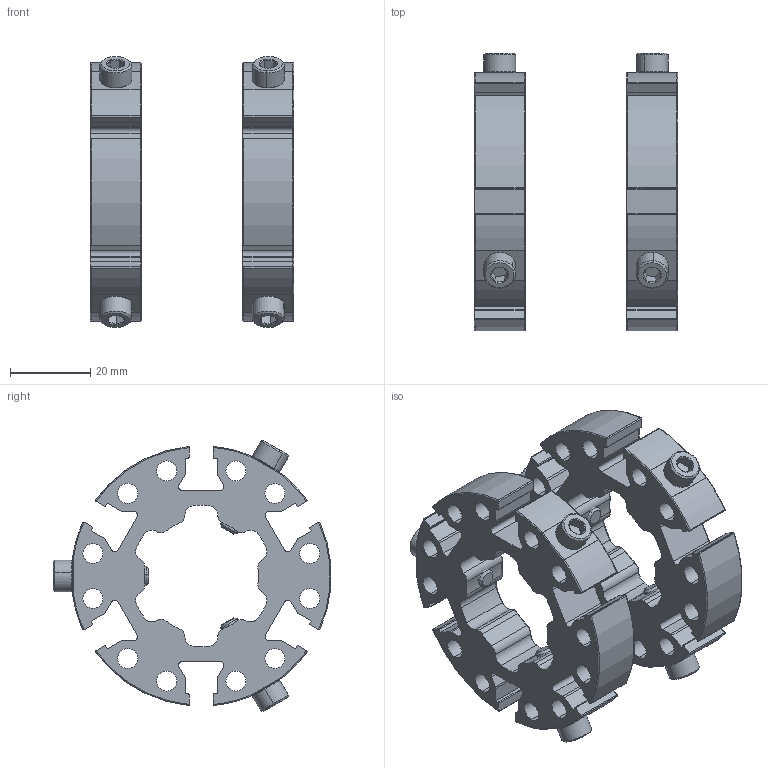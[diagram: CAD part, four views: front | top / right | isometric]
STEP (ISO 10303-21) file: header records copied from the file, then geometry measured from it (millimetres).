
FILE_DESCRIPTION (( 'STEP AP203' ), '1' );
FILE_NAME ('REV-21-6561_RevA.STEP', '2025-11-20T17:08:10', ( '' ), ( '' ), 'SwSTEP 2.0', 'SolidWorks 2022', '' );
FILE_SCHEMA (( 'CONFIG_CONTROL_DESIGN' ));
Length unit declared in the file: millimetre
Products named in the file (3): #10 Socket Head Cap Screws_0.750 Long; REV-21-6561-P01; REV-21-6561_RevA
Assembly tree (8 placements, depth 2):
  REV-21-6561_RevA
    REV-21-6561-P01  x2
    #10 Socket Head Cap Screws_0.750 Long  x6
Bounding box: 50.8 x 69.41 x 67.7 mm (x, y, z)
Volume: 45556.2 mm3; surface area: 28530.3 mm2
Topology: 8 solids, 8 shells, 1800 faces, 4562 edges, 2818 vertices
Faces by surface type: plane 756, cylinder 434, bspline 248, torus 230, cone 78, sphere 54
Entity records: 31932 total; most frequent: CARTESIAN_POINT 11541, ORIENTED_EDGE 4302, DIRECTION 3911, EDGE_CURVE 2151, VERTEX_POINT 1349, AXIS2_PLACEMENT_3D 1329, VECTOR 1253, LINE 1253
